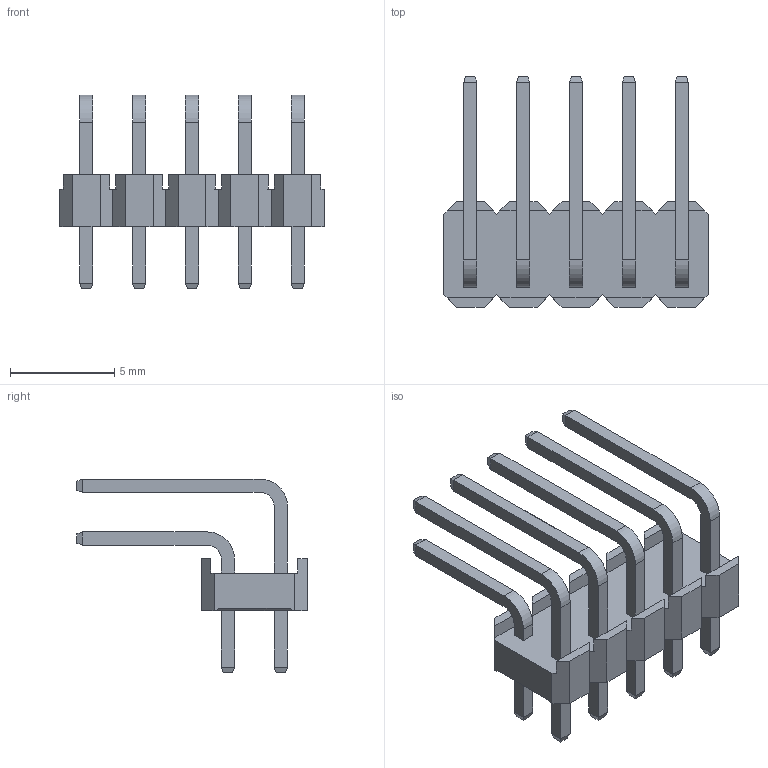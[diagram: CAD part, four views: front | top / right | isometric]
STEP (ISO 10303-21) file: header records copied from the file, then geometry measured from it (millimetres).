
FILE_DESCRIPTION(('STEP AP214'), '1');
FILE_NAME('PLD-R8', '', ('UNSPECIFIED'), ('UNSPECIFIED'), 'ASCON STEP Converter 1.6', 'ASCON Math Kernel', '');
FILE_SCHEMA(('AUTOMOTIVE_DESIGN { 1 0 10303 214 3 1 1}'));
Length unit declared in the file: millimetre
Bounding box: 12.7 x 11.08 x 9.32 mm (x, y, z)
Volume: 171.6 mm3; surface area: 579 mm2
Topology: 1 solids, 1 shells, 302 faces, 748 edges, 472 vertices
Faces by surface type: plane 282, cylinder 20
Entity records: 11148 total; most frequent: CARTESIAN_POINT 1523, ORIENTED_EDGE 1496, DIRECTION 1394, EDGE_CURVE 748, LINE 708, VECTOR 708, VERTEX_POINT 472, AXIS2_PLACEMENT_3D 343
